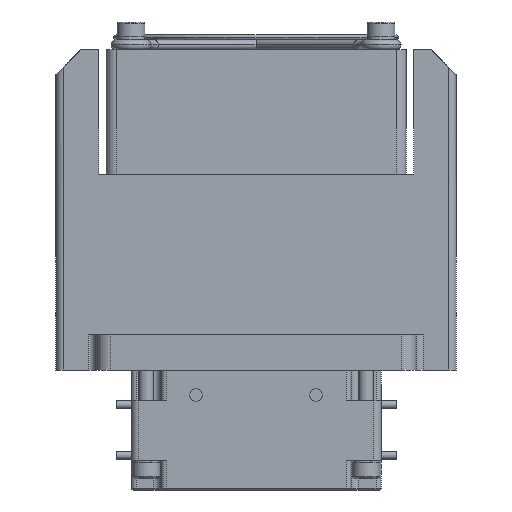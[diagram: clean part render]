
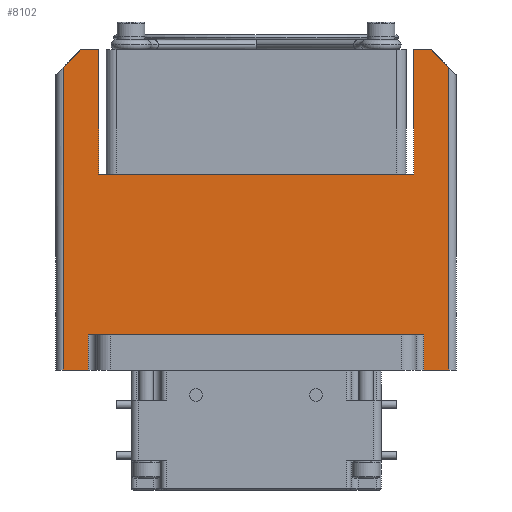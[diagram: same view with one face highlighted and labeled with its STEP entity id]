
A CAD part, front view. The second image highlights one B-rep face of the part: STEP entity #8102.
In plain terms, the highlighted planar face has unit normal (0, -1, 0).
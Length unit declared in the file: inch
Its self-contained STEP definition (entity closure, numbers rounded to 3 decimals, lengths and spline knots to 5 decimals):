
#186 = ORIENTED_EDGE ( 'NONE', *, *, #10285, .T. ) ;
#1521 = VECTOR ( 'NONE', #43851, 39.37008 ) ;
#2337 = CARTESIAN_POINT ( 'NONE',  ( 0.50777, -2.02114, 0.96083 ) ) ;
#2423 = VECTOR ( 'NONE', #34227, 39.37008 ) ;
#2815 = LINE ( 'NONE', #62441, #12828 ) ;
#3136 = VERTEX_POINT ( 'NONE', #46498 ) ;
#3793 = CARTESIAN_POINT ( 'NONE',  ( -2.24813, -2.02114, 0.11437 ) ) ;
#3924 = CARTESIAN_POINT ( 'NONE',  ( 0.36998, -2.02114, 1.09863 ) ) ;
#4054 = ORIENTED_EDGE ( 'NONE', *, *, #35313, .F. ) ;
#4921 = CARTESIAN_POINT ( 'NONE',  ( 0.23218, -2.02114, 0.11437 ) ) ;
#6069 = EDGE_CURVE ( 'NONE', #7434, #10815, #35686, .T. ) ;
#7386 = VERTEX_POINT ( 'NONE', #4921 ) ;
#7434 = VERTEX_POINT ( 'NONE', #23754 ) ;
#7907 = LINE ( 'NONE', #28680, #14093 ) ;
#8102 = ADVANCED_FACE ( 'NONE', ( #13637 ), #29545, .F. ) ;
#8697 = CARTESIAN_POINT ( 'NONE',  ( -2.38593, -2.02114, 1.09863 ) ) ;
#9052 = DIRECTION ( 'NONE',  ( 0., 1., 0. ) ) ;
#9319 = LINE ( 'NONE', #53616, #1521 ) ;
#9479 = DIRECTION ( 'NONE',  ( 1., 0., 0. ) ) ;
#9740 = EDGE_CURVE ( 'NONE', #26810, #55476, #9319, .T. ) ;
#10119 = EDGE_CURVE ( 'NONE', #25400, #40783, #25431, .T. ) ;
#10285 = EDGE_CURVE ( 'NONE', #10815, #63281, #54737, .T. ) ;
#10437 = EDGE_CURVE ( 'NONE', #45230, #55476, #7907, .T. ) ;
#10488 = EDGE_CURVE ( 'NONE', #45230, #7434, #48871, .T. ) ;
#10815 = VERTEX_POINT ( 'NONE', #11920 ) ;
#10910 = DIRECTION ( 'NONE',  ( 0., 0., -1. ) ) ;
#11005 = EDGE_CURVE ( 'NONE', #50715, #3136, #40839, .T. ) ;
#11920 = CARTESIAN_POINT ( 'NONE',  ( 0.31092, -2.02114, -1.42106 ) ) ;
#12583 = CARTESIAN_POINT ( 'NONE',  ( -2.52372, -2.02114, -1.42106 ) ) ;
#12828 = VECTOR ( 'NONE', #17704, 39.37008 ) ;
#13086 = CARTESIAN_POINT ( 'NONE',  ( 0.23218, -2.02114, 1.09863 ) ) ;
#13637 = FACE_OUTER_BOUND ( 'NONE', #52490, .T. ) ;
#14035 = LINE ( 'NONE', #28651, #40318 ) ;
#14093 = VECTOR ( 'NONE', #27726, 39.37008 ) ;
#14373 = LINE ( 'NONE', #19858, #50298 ) ;
#15025 = DIRECTION ( 'NONE',  ( -0.707, 0., -0.707 ) ) ;
#15089 = VECTOR ( 'NONE', #19910, 39.37008 ) ;
#15775 = CARTESIAN_POINT ( 'NONE',  ( 0.31092, -2.02114, 1.09863 ) ) ;
#16730 = VERTEX_POINT ( 'NONE', #55768 ) ;
#17268 = ORIENTED_EDGE ( 'NONE', *, *, #10437, .F. ) ;
#17704 = DIRECTION ( 'NONE',  ( 0., 0., -1. ) ) ;
#17760 = ORIENTED_EDGE ( 'NONE', *, *, #11005, .T. ) ;
#17823 = VECTOR ( 'NONE', #46041, 39.37008 ) ;
#17929 = ORIENTED_EDGE ( 'NONE', *, *, #51340, .T. ) ;
#19207 = EDGE_CURVE ( 'NONE', #44395, #40783, #24709, .T. ) ;
#19551 = CARTESIAN_POINT ( 'NONE',  ( -2.58278, -2.02114, 0.11437 ) ) ;
#19858 = CARTESIAN_POINT ( 'NONE',  ( -2.52372, -2.02114, 1.09863 ) ) ;
#19910 = DIRECTION ( 'NONE',  ( -0.707, 0., 0.707 ) ) ;
#20891 = ORIENTED_EDGE ( 'NONE', *, *, #9740, .T. ) ;
#21188 = DIRECTION ( 'NONE',  ( 0., 0., 1. ) ) ;
#21508 = CARTESIAN_POINT ( 'NONE',  ( 0.23218, -2.02114, 0.11437 ) ) ;
#23410 = VECTOR ( 'NONE', #59746, 39.37008 ) ;
#23754 = CARTESIAN_POINT ( 'NONE',  ( 0.31092, -2.02114, -1.14547 ) ) ;
#24050 = CARTESIAN_POINT ( 'NONE',  ( -2.58278, -2.02114, -1.42106 ) ) ;
#24111 = CARTESIAN_POINT ( 'NONE',  ( -2.58278, -2.02114, -1.14547 ) ) ;
#24119 = ORIENTED_EDGE ( 'NONE', *, *, #19207, .F. ) ;
#24289 = DIRECTION ( 'NONE',  ( 0., 0., 1. ) ) ;
#24709 = LINE ( 'NONE', #54106, #60704 ) ;
#25400 = VERTEX_POINT ( 'NONE', #2337 ) ;
#25431 = LINE ( 'NONE', #54859, #15089 ) ;
#26133 = LINE ( 'NONE', #21508, #17823 ) ;
#26173 = ORIENTED_EDGE ( 'NONE', *, *, #43517, .F. ) ;
#26810 = VERTEX_POINT ( 'NONE', #12583 ) ;
#27469 = EDGE_CURVE ( 'NONE', #25400, #63281, #2815, .T. ) ;
#27726 = DIRECTION ( 'NONE',  ( 0., 0., -1. ) ) ;
#27796 = EDGE_CURVE ( 'NONE', #16730, #26810, #14373, .T. ) ;
#28559 = EDGE_CURVE ( 'NONE', #50715, #7386, #50474, .T. ) ;
#28651 = CARTESIAN_POINT ( 'NONE',  ( -2.58278, -2.02114, 1.09863 ) ) ;
#28680 = CARTESIAN_POINT ( 'NONE',  ( -2.32687, -2.02114, 1.09863 ) ) ;
#29545 = PLANE ( 'NONE',  #60513 ) ;
#30742 = CARTESIAN_POINT ( 'NONE',  ( 0.50777, -2.02114, -1.42106 ) ) ;
#31529 = ORIENTED_EDGE ( 'NONE', *, *, #6069, .T. ) ;
#33113 = ORIENTED_EDGE ( 'NONE', *, *, #10488, .T. ) ;
#34227 = DIRECTION ( 'NONE',  ( 1., 0., 0. ) ) ;
#35313 = EDGE_CURVE ( 'NONE', #7386, #44395, #26133, .T. ) ;
#35371 = CARTESIAN_POINT ( 'NONE',  ( -2.32687, -2.02114, -1.14547 ) ) ;
#35567 = CARTESIAN_POINT ( 'NONE',  ( -2.32687, -2.02114, -1.42106 ) ) ;
#35686 = LINE ( 'NONE', #15775, #37025 ) ;
#37025 = VECTOR ( 'NONE', #10910, 39.37008 ) ;
#38285 = ORIENTED_EDGE ( 'NONE', *, *, #10119, .T. ) ;
#38450 = DIRECTION ( 'NONE',  ( 1., 0., 0. ) ) ;
#38998 = CARTESIAN_POINT ( 'NONE',  ( -2.58278, -2.02114, 1.09863 ) ) ;
#39385 = DIRECTION ( 'NONE',  ( 1., 0., 0. ) ) ;
#39447 = DIRECTION ( 'NONE',  ( 0., 0., -1. ) ) ;
#39812 = CARTESIAN_POINT ( 'NONE',  ( -2.58278, -2.02114, 0.90178 ) ) ;
#40318 = VECTOR ( 'NONE', #38450, 39.37008 ) ;
#40783 = VERTEX_POINT ( 'NONE', #3924 ) ;
#40839 = LINE ( 'NONE', #61403, #57395 ) ;
#43517 = EDGE_CURVE ( 'NONE', #44145, #3136, #14035, .T. ) ;
#43851 = DIRECTION ( 'NONE',  ( 1., 0., 0. ) ) ;
#44145 = VERTEX_POINT ( 'NONE', #8697 ) ;
#44395 = VERTEX_POINT ( 'NONE', #13086 ) ;
#45230 = VERTEX_POINT ( 'NONE', #35371 ) ;
#46041 = DIRECTION ( 'NONE',  ( 0., 0., 1. ) ) ;
#46498 = CARTESIAN_POINT ( 'NONE',  ( -2.24813, -2.02114, 1.09863 ) ) ;
#48252 = ORIENTED_EDGE ( 'NONE', *, *, #28559, .F. ) ;
#48871 = LINE ( 'NONE', #24111, #2423 ) ;
#50291 = VECTOR ( 'NONE', #15025, 39.37008 ) ;
#50298 = VECTOR ( 'NONE', #39447, 39.37008 ) ;
#50394 = VECTOR ( 'NONE', #39385, 39.37008 ) ;
#50474 = LINE ( 'NONE', #19551, #23410 ) ;
#50715 = VERTEX_POINT ( 'NONE', #3793 ) ;
#51340 = EDGE_CURVE ( 'NONE', #44145, #16730, #55782, .T. ) ;
#52490 = EDGE_LOOP ( 'NONE', ( #55773, #38285, #24119, #4054, #48252, #17760, #26173, #17929, #64336, #20891, #17268, #33113, #31529, #186 ) ) ;
#53616 = CARTESIAN_POINT ( 'NONE',  ( -2.58278, -2.02114, -1.42106 ) ) ;
#54106 = CARTESIAN_POINT ( 'NONE',  ( -2.58278, -2.02114, 1.09863 ) ) ;
#54737 = LINE ( 'NONE', #24050, #50394 ) ;
#54859 = CARTESIAN_POINT ( 'NONE',  ( -1.1064, -2.02114, 2.575 ) ) ;
#55476 = VERTEX_POINT ( 'NONE', #35567 ) ;
#55768 = CARTESIAN_POINT ( 'NONE',  ( -2.52372, -2.02114, 0.96083 ) ) ;
#55773 = ORIENTED_EDGE ( 'NONE', *, *, #27469, .F. ) ;
#55782 = LINE ( 'NONE', #39812, #50291 ) ;
#57395 = VECTOR ( 'NONE', #21188, 39.37008 ) ;
#59746 = DIRECTION ( 'NONE',  ( 1., 0., 0. ) ) ;
#60513 = AXIS2_PLACEMENT_3D ( 'NONE', #38998, #9052, #24289 ) ;
#60704 = VECTOR ( 'NONE', #9479, 39.37008 ) ;
#61403 = CARTESIAN_POINT ( 'NONE',  ( -2.24813, -2.02114, 0.11437 ) ) ;
#62441 = CARTESIAN_POINT ( 'NONE',  ( 0.50777, -2.02114, 1.09863 ) ) ;
#63281 = VERTEX_POINT ( 'NONE', #30742 ) ;
#64336 = ORIENTED_EDGE ( 'NONE', *, *, #27796, .T. ) ;
